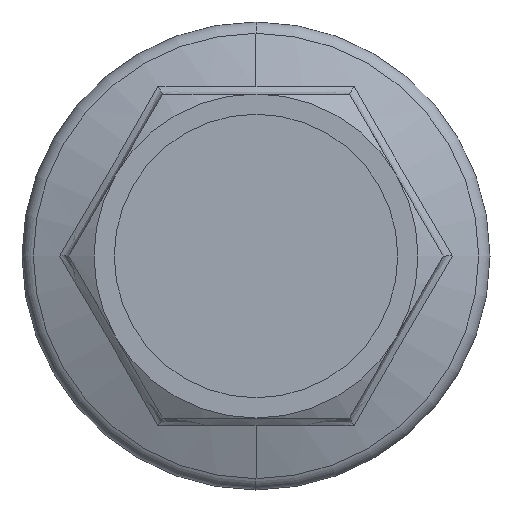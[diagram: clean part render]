
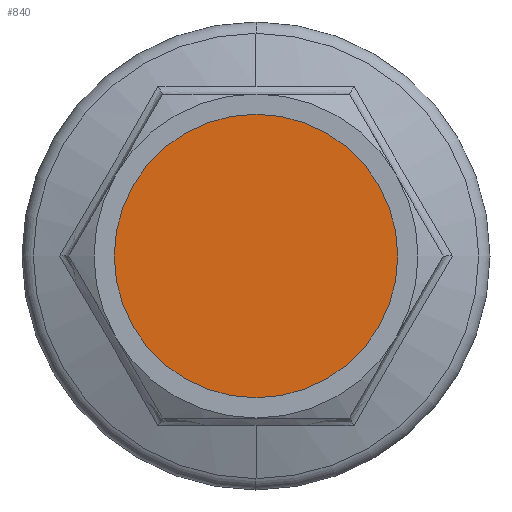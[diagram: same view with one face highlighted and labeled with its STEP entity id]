
A CAD part, left-side view. The second image highlights one B-rep face of the part: STEP entity #840.
In plain terms, the highlighted planar face has unit normal (-1, 0, 0).
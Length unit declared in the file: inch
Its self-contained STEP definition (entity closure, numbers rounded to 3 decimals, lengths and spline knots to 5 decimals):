
#11 = VERTEX_POINT ( 'NONE', #895 ) ;
#18 = EDGE_CURVE ( 'NONE', #11, #23, #938, .T. ) ;
#23 = VERTEX_POINT ( 'NONE', #937 ) ;
#673 = EDGE_CURVE ( 'NONE', #23, #11, #4973, .T. ) ;
#824 = EDGE_LOOP ( 'NONE', ( #851, #827 ) ) ;
#827 = ORIENTED_EDGE ( 'NONE', *, *, #673, .F. ) ;
#840 = ADVANCED_FACE ( 'NONE', ( #2416 ), #2326, .F. ) ;
#851 = ORIENTED_EDGE ( 'NONE', *, *, #18, .F. ) ;
#895 = CARTESIAN_POINT ( 'NONE',  ( 0.03255, 0., 0.24609 ) ) ;
#927 = AXIS2_PLACEMENT_3D ( 'NONE', #988, #987, #986 ) ;
#937 = CARTESIAN_POINT ( 'NONE',  ( 0.03255, 0., -0.24609 ) ) ;
#938 = CIRCLE ( 'NONE', #927, 0.24609 ) ;
#986 = DIRECTION ( 'NONE',  ( 0., 0., -1. ) ) ;
#987 = DIRECTION ( 'NONE',  ( 1., 0., 0. ) ) ;
#988 = CARTESIAN_POINT ( 'NONE',  ( 0.03255, 0., 0. ) ) ;
#2322 = DIRECTION ( 'NONE',  ( 0., 0., -1. ) ) ;
#2323 = DIRECTION ( 'NONE',  ( 1., 0., 0. ) ) ;
#2324 = CARTESIAN_POINT ( 'NONE',  ( 0.03255, 0., 0. ) ) ;
#2326 = PLANE ( 'NONE',  #2413 ) ;
#2413 = AXIS2_PLACEMENT_3D ( 'NONE', #2324, #2323, #2322 ) ;
#2416 = FACE_OUTER_BOUND ( 'NONE', #824, .T. ) ;
#4969 = DIRECTION ( 'NONE',  ( 0., 0., -1. ) ) ;
#4970 = DIRECTION ( 'NONE',  ( 1., 0., 0. ) ) ;
#4971 = CARTESIAN_POINT ( 'NONE',  ( 0.03255, 0., 0. ) ) ;
#4972 = AXIS2_PLACEMENT_3D ( 'NONE', #4971, #4970, #4969 ) ;
#4973 = CIRCLE ( 'NONE', #4972, 0.24609 ) ;
